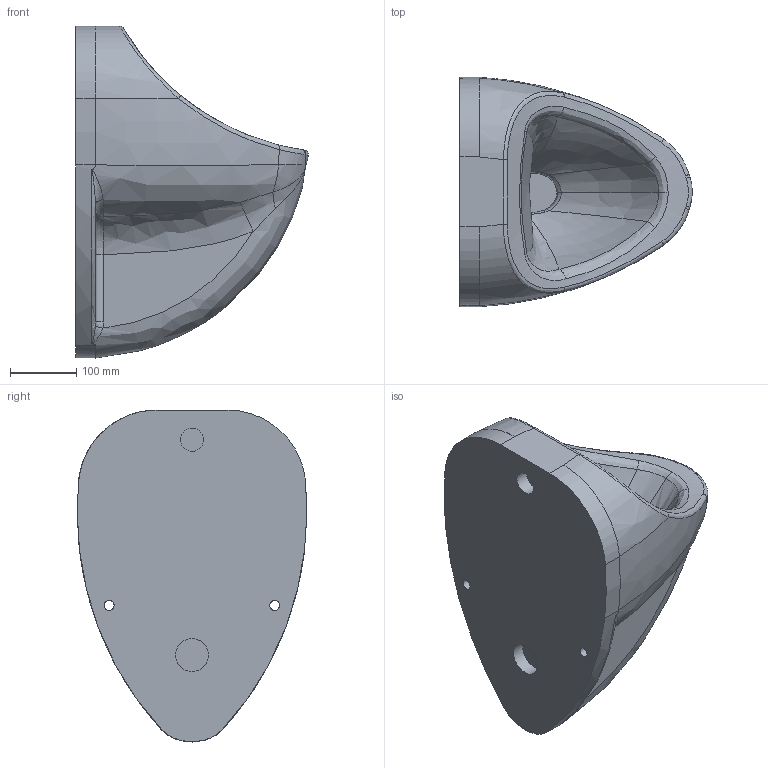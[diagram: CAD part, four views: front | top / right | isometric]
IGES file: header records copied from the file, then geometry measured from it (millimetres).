
Global section: file name: No Iges File Name specified; native system: Autodesk Inventor 2011; preprocessor: AutoDesk Inventor Iges Exporter R2011; author: Administrator; date: 20141121.105324; units: millimetre
Bounding box: 351.32 x 346.53 x 501.26 mm (x, y, z)
Volume: 19762746 mm3; surface area: 616953.6 mm2
Topology: 1 solids, 1 shells, 99 faces, 256 edges, 157 vertices
Faces by surface type: bspline 66, revolution 14, plane 11, torus 4, cylinder 4
